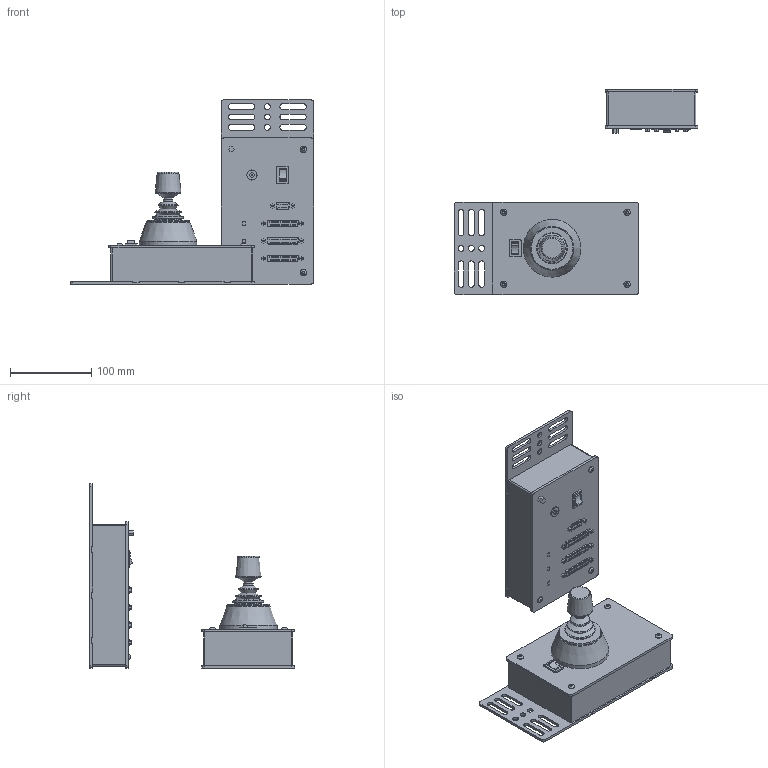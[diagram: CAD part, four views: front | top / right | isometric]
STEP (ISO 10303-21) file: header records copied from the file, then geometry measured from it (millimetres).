
FILE_DESCRIPTION((''),'2;1');
FILE_NAME('mc1000e-j.stp','2009-04-28T13:33:07',('JC'),(''),'Autodesk Inventor 11','Autodesk Inventor 11','');
FILE_SCHEMA(('AUTOMOTIVE_DESIGN { 1 0 10303 214 1 1 1 1 }'));
Length unit declared in the file: inch
Products named in the file (3): mc1000e-j; mc1000e-j1; mc1000e-j2
Assembly tree (2 placements, depth 2):
  mc1000e-j
    mc1000e-j1
    mc1000e-j2
Bounding box: 300.43 x 253.11 x 227.33 mm (x, y, z)
Volume: 2019176.8 mm3; surface area: 176145.5 mm2
Topology: 2 solids, 2 shells, 633 faces, 1444 edges, 964 vertices
Faces by surface type: plane 401, cylinder 209, cone 10, sphere 7, torus 6
Full cylindrical faces by diameter (mm): 0.762 x1, 1.118 x84, 2.235 x8, 5.461 x1, 7.137 x6, 7.925 x7, 10.444 x1, 12.471 x1, 33.248 x1, 51.816 x1, 71.12 x1
Entity records: 17258 total; most frequent: DIRECTION 3022, CARTESIAN_POINT 2894, ORIENTED_EDGE 2608, EDGE_CURVE 1304, AXIS2_PLACEMENT_3D 1080, VERTEX_POINT 952, EDGE_LOOP 946, VECTOR 862
